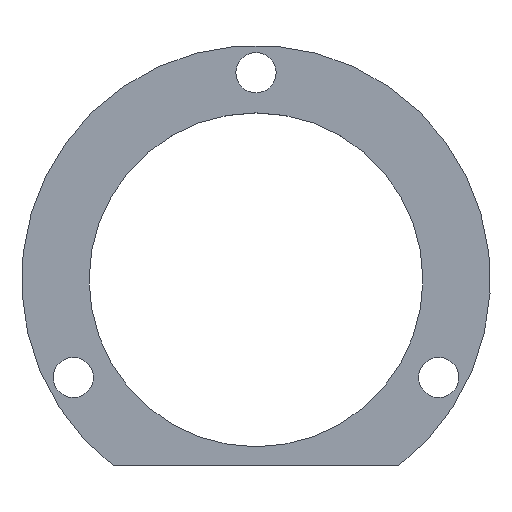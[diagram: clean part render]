
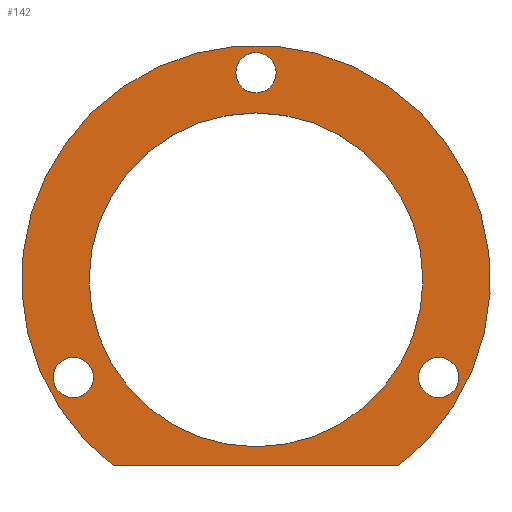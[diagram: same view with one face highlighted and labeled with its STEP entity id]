
A CAD part, top view. The second image highlights one B-rep face of the part: STEP entity #142.
In plain terms, the highlighted planar face has unit normal (0, 0, 1).
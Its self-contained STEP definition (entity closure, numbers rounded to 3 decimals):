
#15=LINE('',#220,#19);
#19=VECTOR('',#179,10.);
#25=PLANE('',#168);
#34=FACE_BOUND('',#62,.T.);
#35=FACE_BOUND('',#63,.T.);
#36=FACE_BOUND('',#64,.T.);
#37=FACE_BOUND('',#65,.T.);
#45=FACE_OUTER_BOUND('',#61,.T.);
#61=EDGE_LOOP('',(#124,#125));
#62=EDGE_LOOP('',(#126));
#63=EDGE_LOOP('',(#127));
#64=EDGE_LOOP('',(#128));
#65=EDGE_LOOP('',(#129));
#66=CIRCLE('',#152,1.7);
#68=CIRCLE('',#156,1.7);
#70=CIRCLE('',#159,1.7);
#73=CIRCLE('',#163,19.8);
#75=CIRCLE('',#167,14.1);
#76=VERTEX_POINT('',#213);
#78=VERTEX_POINT('',#218);
#79=VERTEX_POINT('',#219);
#82=VERTEX_POINT('',#227);
#84=VERTEX_POINT('',#232);
#87=VERTEX_POINT('',#243);
#88=EDGE_CURVE('',#76,#76,#66,.T.);
#90=EDGE_CURVE('',#78,#79,#15,.T.);
#94=EDGE_CURVE('',#82,#82,#68,.T.);
#96=EDGE_CURVE('',#84,#84,#70,.T.);
#99=EDGE_CURVE('',#79,#78,#73,.T.);
#101=EDGE_CURVE('',#87,#87,#75,.T.);
#124=ORIENTED_EDGE('',*,*,#90,.T.);
#125=ORIENTED_EDGE('',*,*,#99,.T.);
#126=ORIENTED_EDGE('',*,*,#88,.T.);
#127=ORIENTED_EDGE('',*,*,#94,.T.);
#128=ORIENTED_EDGE('',*,*,#96,.T.);
#129=ORIENTED_EDGE('',*,*,#101,.T.);
#142=ADVANCED_FACE('',(#45,#34,#35,#36,#37),#25,.T.);
#152=AXIS2_PLACEMENT_3D('',#214,#173,#174);
#156=AXIS2_PLACEMENT_3D('',#228,#185,#186);
#159=AXIS2_PLACEMENT_3D('',#233,#191,#192);
#163=AXIS2_PLACEMENT_3D('',#238,#199,#200);
#167=AXIS2_PLACEMENT_3D('',#244,#207,#208);
#168=AXIS2_PLACEMENT_3D('',#245,#209,#210);
#173=DIRECTION('center_axis',(0.,0.,-1.));
#174=DIRECTION('ref_axis',(1.,0.,0.));
#179=DIRECTION('',(1.,0.,0.));
#185=DIRECTION('center_axis',(0.,0.,-1.));
#186=DIRECTION('ref_axis',(1.,0.,0.));
#191=DIRECTION('center_axis',(0.,0.,-1.));
#192=DIRECTION('ref_axis',(1.,0.,0.));
#199=DIRECTION('center_axis',(0.,0.,1.));
#200=DIRECTION('ref_axis',(0.537,-0.843,0.));
#207=DIRECTION('center_axis',(0.,0.,-1.));
#208=DIRECTION('ref_axis',(-1.,0.,0.));
#209=DIRECTION('center_axis',(0.,0.,1.));
#210=DIRECTION('ref_axis',(1.,0.,0.));
#213=CARTESIAN_POINT('',(13.733,-8.25,1.));
#214=CARTESIAN_POINT('Origin',(15.433,-8.25,1.));
#218=CARTESIAN_POINT('',(-12.064,-15.7,1.));
#219=CARTESIAN_POINT('',(12.064,-15.7,1.));
#220=CARTESIAN_POINT('',(6.032,-15.7,1.));
#227=CARTESIAN_POINT('',(-17.133,-8.25,1.));
#228=CARTESIAN_POINT('Origin',(-15.433,-8.25,1.));
#232=CARTESIAN_POINT('',(-1.7,17.5,1.));
#233=CARTESIAN_POINT('Origin',(0.,17.5,1.));
#238=CARTESIAN_POINT('Origin',(0.,0.,1.));
#243=CARTESIAN_POINT('',(14.1,0.,1.));
#244=CARTESIAN_POINT('Origin',(0.,0.,1.));
#245=CARTESIAN_POINT('Origin',(0.,-0.403,
1.));
